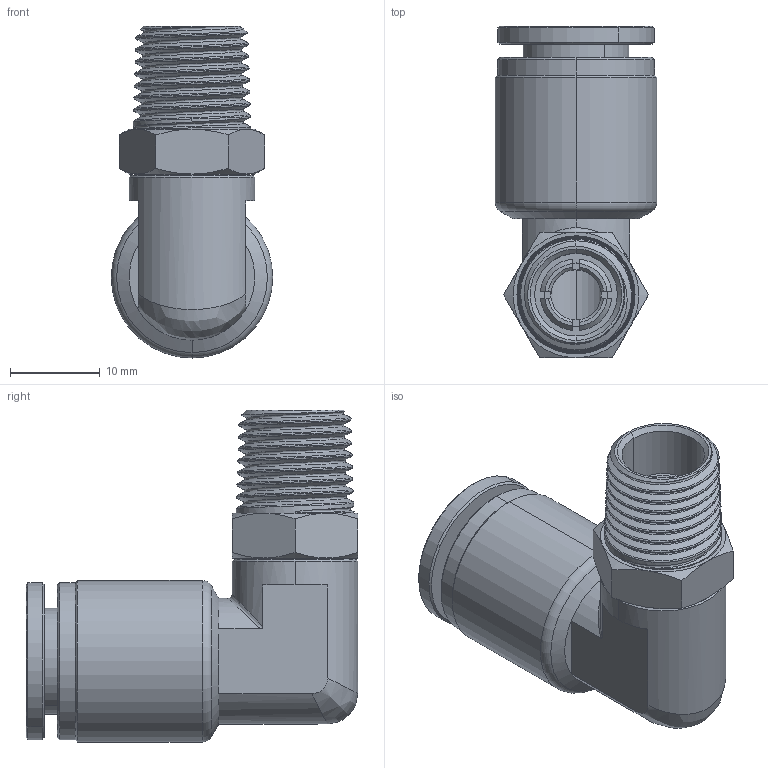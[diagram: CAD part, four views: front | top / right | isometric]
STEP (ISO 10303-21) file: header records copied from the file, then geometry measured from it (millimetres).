
FILE_DESCRIPTION (( 'STEP AP214' ), '1' );
FILE_NAME ('MES10R1-4W.STEP', '2018-07-20T16:53:46', ( '' ), ( '' ), 'SwSTEP 2.0', 'SolidWorks 2016', '' );
FILE_SCHEMA (( 'AUTOMOTIVE_DESIGN' ));
Length unit declared in the file: millimetre
Products named in the file (1): MES10R1-4W
Bounding box: 18 x 36.97 x 37 mm (x, y, z)
Volume: 6352 mm3; surface area: 8891.9 mm2
Topology: 7 solids, 7 shells, 559 faces, 1549 edges, 1012 vertices
Faces by surface type: plane 201, cone 173, bspline 93, cylinder 88, torus 4
Entity records: 32939 total; most frequent: CARTESIAN_POINT 13686, ORIENTED_EDGE 3094, DIRECTION 2262, EDGE_CURVE 1547, VERTEX_POINT 1012, AXIS2_PLACEMENT_3D 900, B_SPLINE_CURVE_WITH_KNOTS 621, EDGE_LOOP 583
